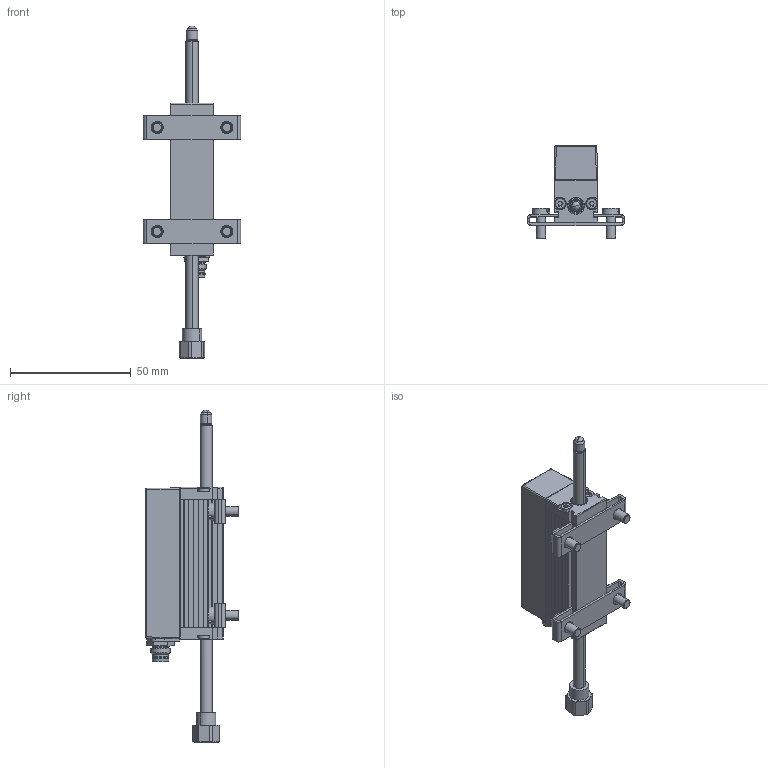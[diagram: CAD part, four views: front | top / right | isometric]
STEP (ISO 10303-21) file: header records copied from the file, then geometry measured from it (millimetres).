
FILE_DESCRIPTION (( 'STEP AP214' ), '1' );
FILE_NAME ('LS1-0025-002-plug-retract.STEP', '2012-06-15T11:25:16', ( 'dummy' ), ( '' ), 'SwSTEP 2.0', 'SolidWorks 2011', '' );
FILE_SCHEMA (( 'AUTOMOTIVE_DESIGN' ));
Length unit declared in the file: millimetre
Products named in the file (1): LS1-0025-002-plug-retract
Bounding box: 40.19 x 38.78 x 137.2 mm (x, y, z)
Surface area: 16273.6 mm2 (no closed solid volume)
Topology: 0 solids, 62 shells, 637 faces, 2627 edges, 1988 vertices
Faces by surface type: plane 294, cylinder 236, cone 58, torus 26, sphere 14, bspline 9
Entity records: 37664 total; most frequent: CARTESIAN_POINT 10076, DIRECTION 4131, ORIENTED_EDGE 3697, EDGE_CURVE 2619, VERTEX_POINT 1988, VECTOR 1385, LINE 1385, AXIS2_PLACEMENT_3D 1373
